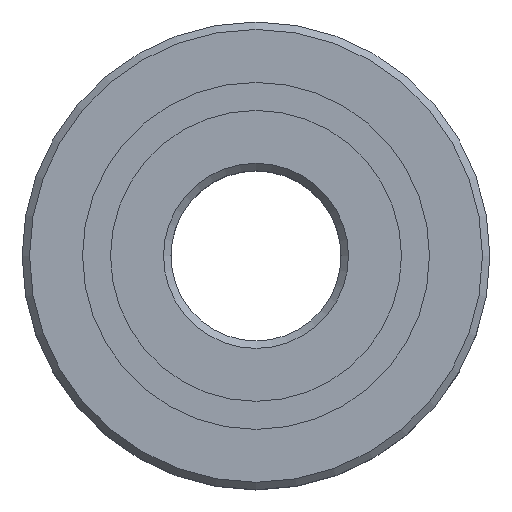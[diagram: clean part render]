
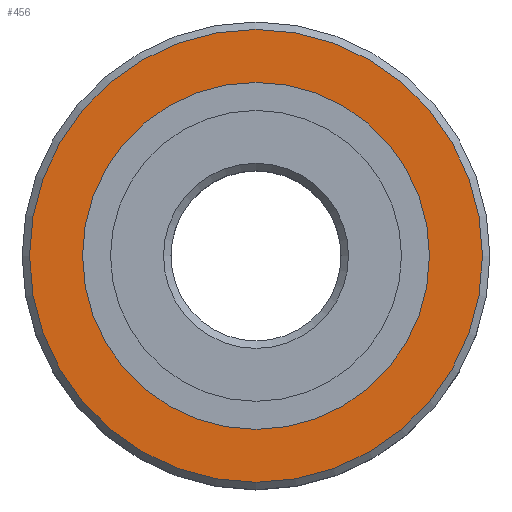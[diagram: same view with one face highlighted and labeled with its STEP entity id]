
A CAD part, top view. The second image highlights one B-rep face of the part: STEP entity #456.
In plain terms, the highlighted planar face has unit normal (0, 0, 1).
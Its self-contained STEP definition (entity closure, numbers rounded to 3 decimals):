
#58=FACE_BOUND('',#124,.T.);
#66=PLANE('',#531);
#86=FACE_OUTER_BOUND('',#123,.T.);
#123=EDGE_LOOP('',(#359));
#124=EDGE_LOOP('',(#360));
#188=CIRCLE('',#516,8.159);
#196=CIRCLE('',#529,10.65);
#228=VERTEX_POINT('',#762);
#235=VERTEX_POINT('',#786);
#279=EDGE_CURVE('',#228,#228,#188,.T.);
#291=EDGE_CURVE('',#235,#235,#196,.T.);
#359=ORIENTED_EDGE('',*,*,#291,.T.);
#360=ORIENTED_EDGE('',*,*,#279,.F.);
#456=ADVANCED_FACE('',(#86,#58),#66,.F.);
#516=AXIS2_PLACEMENT_3D('',#764,#597,#598);
#529=AXIS2_PLACEMENT_3D('',#788,#627,#628);
#531=AXIS2_PLACEMENT_3D('',#790,#631,#632);
#597=DIRECTION('center_axis',(0.,0.,1.));
#598=DIRECTION('ref_axis',(1.,0.,0.));
#627=DIRECTION('center_axis',(0.,0.,1.));
#628=DIRECTION('ref_axis',(1.,0.,0.));
#631=DIRECTION('center_axis',(0.,0.,-1.));
#632=DIRECTION('ref_axis',(-1.,0.,0.));
#762=CARTESIAN_POINT('',(-8.159,0.,3.5));
#764=CARTESIAN_POINT('Origin',(0.,0.,3.5));
#786=CARTESIAN_POINT('',(10.65,0.,3.5));
#788=CARTESIAN_POINT('Origin',(0.,0.,3.5));
#790=CARTESIAN_POINT('Origin',(0.,10.65,3.5));
